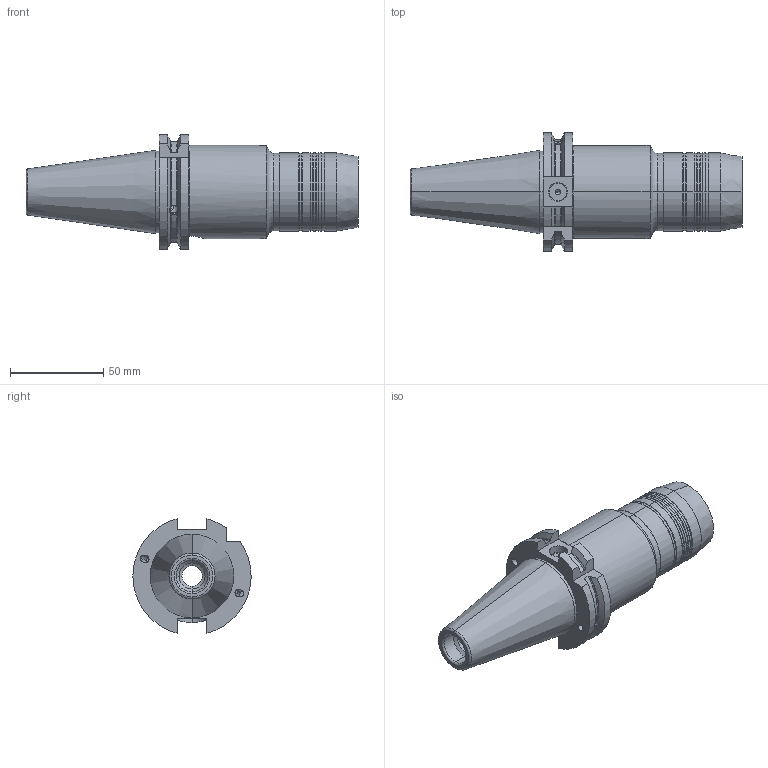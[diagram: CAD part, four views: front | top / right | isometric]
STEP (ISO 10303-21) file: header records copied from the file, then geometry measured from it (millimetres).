
FILE_DESCRIPTION (( 'STEP AP214' ), '1' );
FILE_NAME ('01.02.2019_28.05.043.308.STEP', '2019-02-01T14:34:52', ( '' ), ( '' ), 'SwSTEP 2.0', 'SolidWorks 2014', '' );
FILE_SCHEMA (( 'AUTOMOTIVE_DESIGN' ));
Length unit declared in the file: millimetre
Products named in the file (1): 01.02.2019_28.05.043.308
Bounding box: 178.4 x 63.54 x 61.48 mm (x, y, z)
Volume: 223846.1 mm3; surface area: 44309.1 mm2
Topology: 1 solids, 2 shells, 177 faces, 432 edges, 261 vertices
Faces by surface type: cylinder 71, cone 44, plane 36, torus 20, bspline 6
Entity records: 7751 total; most frequent: CARTESIAN_POINT 1707, DIRECTION 858, ORIENTED_EDGE 852, EDGE_CURVE 426, AXIS2_PLACEMENT_3D 346, VERTEX_POINT 261, EDGE_LOOP 197, UNCERTAINTY_MEASURE_WITH_UNIT 180
